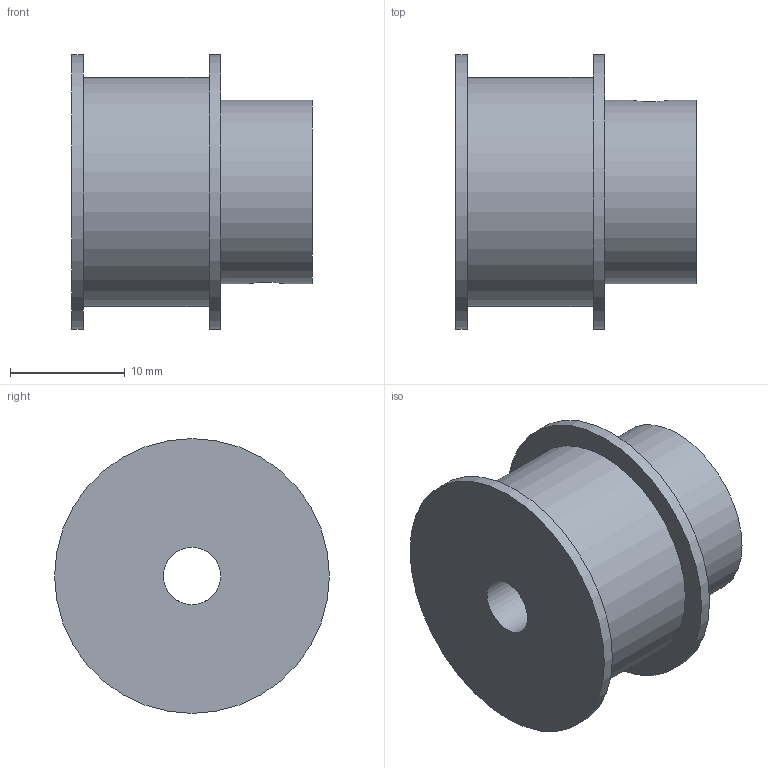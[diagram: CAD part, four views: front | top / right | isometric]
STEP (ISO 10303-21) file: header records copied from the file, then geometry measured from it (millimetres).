
FILE_DESCRIPTION( ( 'STEP AP203' ), '1' );
FILE_NAME( 'HBPUS20-P5-11.stp', '2022-06-21T19:29:20', ( 'License CC BY-ND 4.0' ), ( 'CADENAS' ), ' ', 'PARTsolutions', ' ' );
FILE_SCHEMA( ( 'CONFIG_CONTROL_DESIGN' ) );
Length unit declared in the file: millimetre
Products named in the file (1): _HBPUS20-P5-11
Bounding box: 21 x 24 x 24 mm (x, y, z)
Volume: 5503.5 mm3; surface area: 2781.2 mm2
Topology: 1 solids, 1 shells, 14 faces, 32 edges, 21 vertices
Faces by surface type: cylinder 7, plane 5, cone 2
Full cylindrical faces by diameter (mm): 2.459 x2, 5 x1, 16 x1, 20 x1, 24 x2
Entity records: 518 total; most frequent: CARTESIAN_POINT 217, DIRECTION 54, EDGE_LOOP 32, ORIENTED_EDGE 32, AXIS2_PLACEMENT_3D 27, FACE_OUTER_BOUND 21, EDGE_CURVE 16, VERTEX_POINT 16
